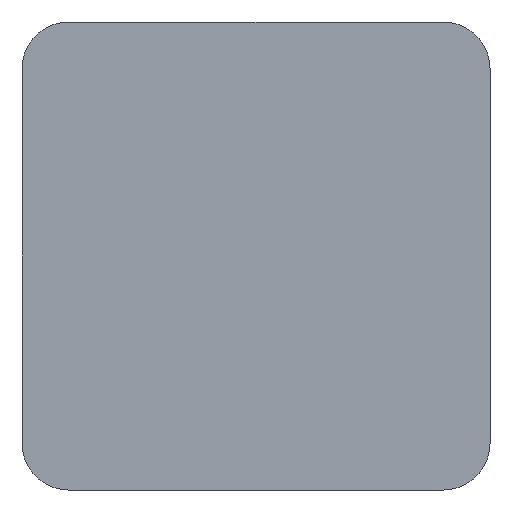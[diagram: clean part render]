
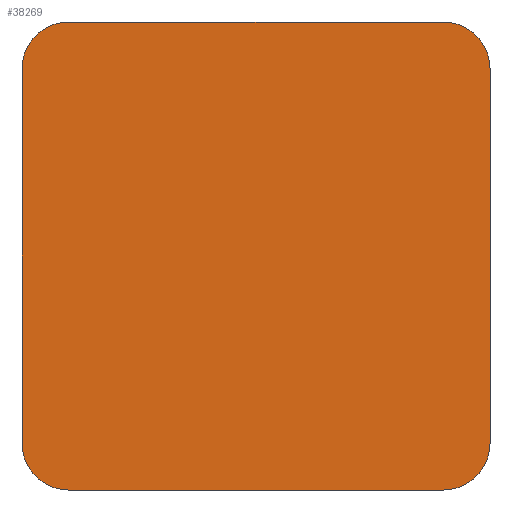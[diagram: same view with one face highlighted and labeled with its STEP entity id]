
A CAD part, front view. The second image highlights one B-rep face of the part: STEP entity #38269.
In plain terms, the highlighted planar face has unit normal (0, -1, 0).
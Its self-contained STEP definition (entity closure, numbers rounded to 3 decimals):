
#38110=CARTESIAN_POINT('',(-400.,0.,-400.));
#38111=DIRECTION('',(0.,1.,0.));
#38112=DIRECTION('',(0.,0.,-1.));
#38113=AXIS2_PLACEMENT_3D('',#38110,#38111,#38112);
#38115=DIRECTION('',(0.,0.,1.));
#38116=VECTOR('',#38115,800.);
#38117=CARTESIAN_POINT('',(-500.,0.,-400.));
#38118=LINE('',#38117,#38116);
#38119=CARTESIAN_POINT('',(-400.,0.,400.));
#38120=DIRECTION('',(0.,1.,0.));
#38121=DIRECTION('',(-1.,0.,0.));
#38122=AXIS2_PLACEMENT_3D('',#38119,#38120,#38121);
#38124=DIRECTION('',(1.,0.,0.));
#38125=VECTOR('',#38124,800.);
#38126=CARTESIAN_POINT('',(-400.,0.,500.));
#38127=LINE('',#38126,#38125);
#38128=CARTESIAN_POINT('',(400.,0.,400.));
#38129=DIRECTION('',(0.,1.,0.));
#38130=DIRECTION('',(0.,0.,1.));
#38131=AXIS2_PLACEMENT_3D('',#38128,#38129,#38130);
#38133=DIRECTION('',(0.,0.,-1.));
#38134=VECTOR('',#38133,800.);
#38135=CARTESIAN_POINT('',(500.,0.,400.));
#38136=LINE('',#38135,#38134);
#38137=CARTESIAN_POINT('',(400.,0.,-400.));
#38138=DIRECTION('',(0.,1.,0.));
#38139=DIRECTION('',(1.,0.,0.));
#38140=AXIS2_PLACEMENT_3D('',#38137,#38138,#38139);
#38142=DIRECTION('',(-1.,0.,0.));
#38143=VECTOR('',#38142,800.);
#38144=CARTESIAN_POINT('',(400.,0.,-500.));
#38145=LINE('',#38144,#38143);
#38214=CARTESIAN_POINT('',(-400.,0.,-500.));
#38215=CARTESIAN_POINT('',(-500.,0.,-400.));
#38216=VERTEX_POINT('',#38214);
#38217=VERTEX_POINT('',#38215);
#38218=CARTESIAN_POINT('',(-500.,0.,400.));
#38219=VERTEX_POINT('',#38218);
#38220=CARTESIAN_POINT('',(-400.,0.,500.));
#38221=VERTEX_POINT('',#38220);
#38222=CARTESIAN_POINT('',(400.,0.,500.));
#38223=VERTEX_POINT('',#38222);
#38224=CARTESIAN_POINT('',(500.,0.,400.));
#38225=VERTEX_POINT('',#38224);
#38226=CARTESIAN_POINT('',(500.,0.,-400.));
#38227=VERTEX_POINT('',#38226);
#38228=CARTESIAN_POINT('',(400.,0.,-500.));
#38229=VERTEX_POINT('',#38228);
#38246=CARTESIAN_POINT('',(0.,0.,0.));
#38247=DIRECTION('',(0.,1.,0.));
#38248=DIRECTION('',(1.,0.,0.));
#38249=AXIS2_PLACEMENT_3D('',#38246,#38247,#38248);
#38250=PLANE('',#38249);
#38252=ORIENTED_EDGE('',*,*,#38251,.T.);
#38254=ORIENTED_EDGE('',*,*,#38253,.T.);
#38256=ORIENTED_EDGE('',*,*,#38255,.T.);
#38258=ORIENTED_EDGE('',*,*,#38257,.T.);
#38260=ORIENTED_EDGE('',*,*,#38259,.T.);
#38262=ORIENTED_EDGE('',*,*,#38261,.T.);
#38264=ORIENTED_EDGE('',*,*,#38263,.T.);
#38266=ORIENTED_EDGE('',*,*,#38265,.T.);
#38267=EDGE_LOOP('',(#38252,#38254,#38256,#38258,#38260,#38262,#38264,#38266));
#38268=FACE_OUTER_BOUND('',#38267,.F.);
#38269=ADVANCED_FACE('',(#38268),#38250,.F.);
#38114=CIRCLE('',#38113,100.);
#38123=CIRCLE('',#38122,100.);
#38132=CIRCLE('',#38131,100.);
#38141=CIRCLE('',#38140,100.);
#38251=EDGE_CURVE('',#38216,#38217,#38114,.T.);
#38253=EDGE_CURVE('',#38217,#38219,#38118,.T.);
#38255=EDGE_CURVE('',#38219,#38221,#38123,.T.);
#38257=EDGE_CURVE('',#38221,#38223,#38127,.T.);
#38259=EDGE_CURVE('',#38223,#38225,#38132,.T.);
#38261=EDGE_CURVE('',#38225,#38227,#38136,.T.);
#38263=EDGE_CURVE('',#38227,#38229,#38141,.T.);
#38265=EDGE_CURVE('',#38229,#38216,#38145,.T.);
